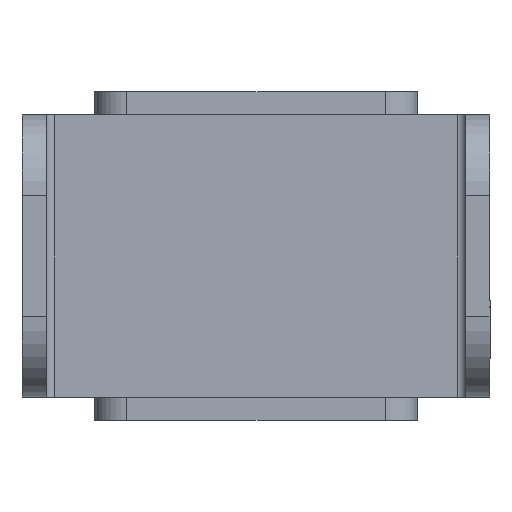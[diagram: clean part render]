
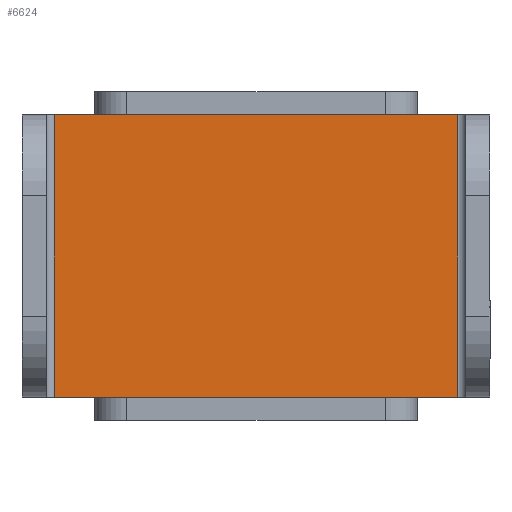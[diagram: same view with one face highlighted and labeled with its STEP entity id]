
A CAD part, front view. The second image highlights one B-rep face of the part: STEP entity #6624.
In plain terms, the highlighted planar face has unit normal (0, -1, 0).
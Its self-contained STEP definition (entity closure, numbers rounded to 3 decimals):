
#786 = AXIS2_PLACEMENT_3D ( 'NONE', #18768, #6113, #19033 ) ;
#921 = ORIENTED_EDGE ( 'NONE', *, *, #10559, .F. ) ;
#2682 = CARTESIAN_POINT ( 'NONE',  ( 3., -105.567, 2.832 ) ) ;
#2766 = ORIENTED_EDGE ( 'NONE', *, *, #3025, .F. ) ;
#3025 = EDGE_CURVE ( 'NONE', #11320, #19184, #9911, .T. ) ;
#3837 = EDGE_CURVE ( 'NONE', #13339, #11320, #13088, .T. ) ;
#4998 = LINE ( 'NONE', #2682, #8748 ) ;
#5551 = CARTESIAN_POINT ( 'NONE',  ( 58., -105.567, 37.832 ) ) ;
#6063 = ORIENTED_EDGE ( 'NONE', *, *, #3837, .F. ) ;
#6113 = DIRECTION ( 'NONE',  ( 0., -1., 0. ) ) ;
#6148 = VECTOR ( 'NONE', #13509, 1000. ) ;
#6624 = ADVANCED_FACE ( 'NONE', ( #10311 ), #10950, .T. ) ;
#7013 = ORIENTED_EDGE ( 'NONE', *, *, #8143, .F. ) ;
#8143 = EDGE_CURVE ( 'NONE', #18359, #13339, #4998, .T. ) ;
#8748 = VECTOR ( 'NONE', #12254, 1000. ) ;
#9031 = CARTESIAN_POINT ( 'NONE',  ( 4., -105.567, 37.832 ) ) ;
#9136 = EDGE_LOOP ( 'NONE', ( #7013, #921, #2766, #6063 ) ) ;
#9188 = CARTESIAN_POINT ( 'NONE',  ( 54., -105.567, 37.832 ) ) ;
#9911 = LINE ( 'NONE', #5551, #6148 ) ;
#10311 = FACE_OUTER_BOUND ( 'NONE', #9136, .T. ) ;
#10559 = EDGE_CURVE ( 'NONE', #19184, #18359, #16789, .T. ) ;
#10950 = PLANE ( 'NONE',  #786 ) ;
#11320 = VERTEX_POINT ( 'NONE', #9031 ) ;
#11445 = DIRECTION ( 'NONE',  ( 0., 0., 1. ) ) ;
#11799 = DIRECTION ( 'NONE',  ( 0., 0., -1. ) ) ;
#12254 = DIRECTION ( 'NONE',  ( -1., 0., 0. ) ) ;
#13088 = LINE ( 'NONE', #19616, #19485 ) ;
#13177 = CARTESIAN_POINT ( 'NONE',  ( 54., -105.567, 37.832 ) ) ;
#13339 = VERTEX_POINT ( 'NONE', #13848 ) ;
#13509 = DIRECTION ( 'NONE',  ( 1., 0., 0. ) ) ;
#13848 = CARTESIAN_POINT ( 'NONE',  ( 4., -105.567, 2.832 ) ) ;
#16789 = LINE ( 'NONE', #13177, #18526 ) ;
#18359 = VERTEX_POINT ( 'NONE', #19914 ) ;
#18526 = VECTOR ( 'NONE', #11799, 1000. ) ;
#18768 = CARTESIAN_POINT ( 'NONE',  ( 3., -105.567, 37.832 ) ) ;
#19033 = DIRECTION ( 'NONE',  ( -1., 0., 0. ) ) ;
#19184 = VERTEX_POINT ( 'NONE', #9188 ) ;
#19485 = VECTOR ( 'NONE', #11445, 1000. ) ;
#19616 = CARTESIAN_POINT ( 'NONE',  ( 4., -105.567, 2.832 ) ) ;
#19914 = CARTESIAN_POINT ( 'NONE',  ( 54., -105.567, 2.832 ) ) ;
